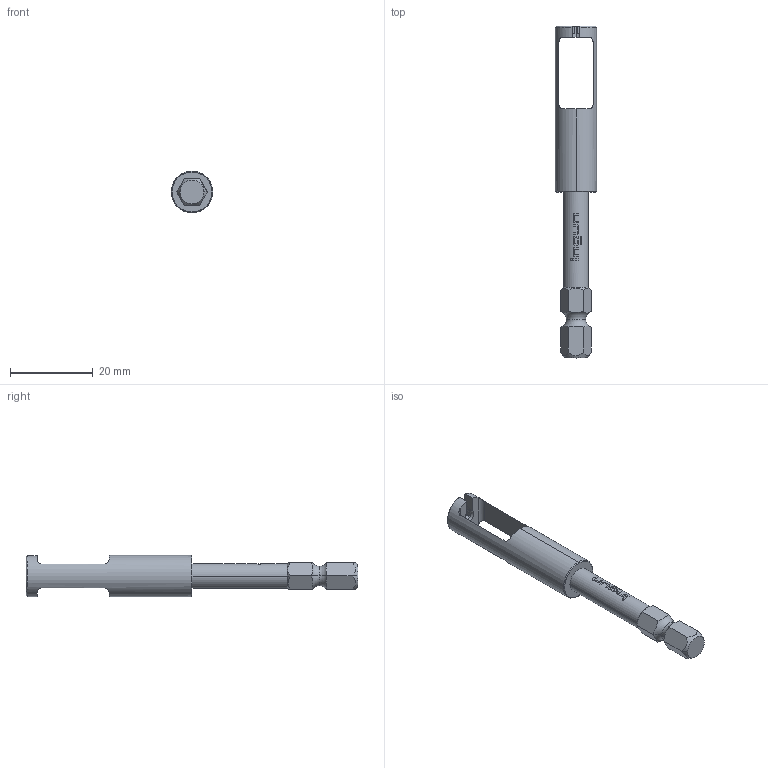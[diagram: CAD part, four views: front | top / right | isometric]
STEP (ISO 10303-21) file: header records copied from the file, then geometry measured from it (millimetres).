
FILE_DESCRIPTION (( 'STEP AP203' ), '1' );
FILE_NAME ('INGUN_BIT-GKS-113_M-800.STEP', '2022-03-08T16:00:39', ( 'ochi' ), ( '' ), 'SwSTEP 2.0', 'SolidWorks 2018', '' );
FILE_SCHEMA (( 'CONFIG_CONTROL_DESIGN' ));
Length unit declared in the file: millimetre
Products named in the file (1): INGUN_BIT-GKS-113_M-800
Bounding box: 10 x 80 x 10 mm (x, y, z)
Volume: 3060.3 mm3; surface area: 2217.7 mm2
Topology: 1 solids, 1 shells, 126 faces, 343 edges, 224 vertices
Faces by surface type: bspline 55, plane 40, cylinder 20, cone 7, torus 4
Entity records: 6046 total; most frequent: CARTESIAN_POINT 3344, ORIENTED_EDGE 686, EDGE_CURVE 343, DIRECTION 312, VERTEX_POINT 224, B_SPLINE_CURVE_WITH_KNOTS 220, EDGE_LOOP 133, FACE_OUTER_BOUND 126
